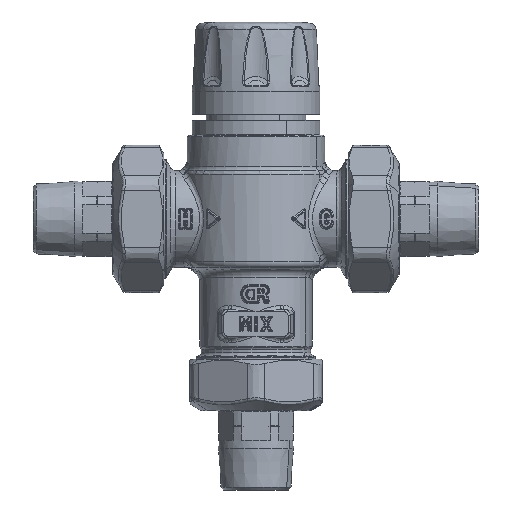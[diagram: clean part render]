
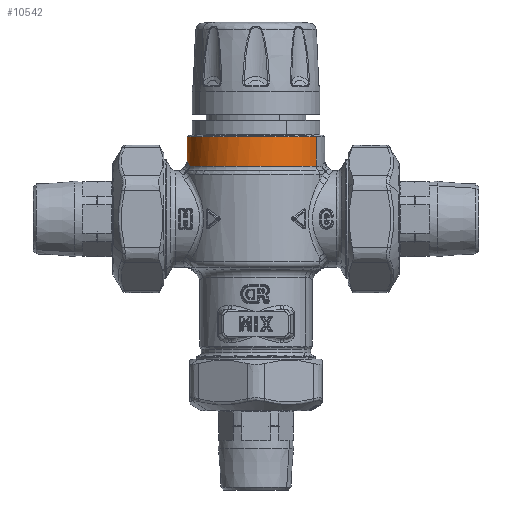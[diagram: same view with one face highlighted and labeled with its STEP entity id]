
A CAD part, left-side view. The second image highlights one B-rep face of the part: STEP entity #10542.
In plain terms, the highlighted cylindrical face has radius 24.2 mm (diameter 48.4 mm), a partial arc.
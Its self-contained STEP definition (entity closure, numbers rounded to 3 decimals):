
#8375=CARTESIAN_POINT('Control Point',(-0.343,24.198,20.789)) ;
#8376=CARTESIAN_POINT('Control Point',(-0.4,24.197,20.757)) ;
#8377=CARTESIAN_POINT('Control Point',(-0.467,24.196,20.724)) ;
#8378=CARTESIAN_POINT('Control Point',(-0.545,24.194,20.69)) ;
#8379=CARTESIAN_POINT('Control Point',(-0.74,24.189,20.613)) ;
#8380=CARTESIAN_POINT('Control Point',(-0.995,24.18,20.53)) ;
#8381=CARTESIAN_POINT('Control Point',(-1.153,24.173,20.481)) ;
#8382=CARTESIAN_POINT('Control Point',(-1.491,24.156,20.383)) ;
#8383=CARTESIAN_POINT('Control Point',(-1.926,24.125,20.262)) ;
#8384=CARTESIAN_POINT('Control Point',(-2.155,24.106,20.2)) ;
#8385=CARTESIAN_POINT('Control Point',(-2.425,24.08,20.126)) ;
#8386=CARTESIAN_POINT('Control Point',(-2.734,24.045,20.039)) ;
#8387=CARTESIAN_POINT('Control Point',(-2.746,24.044,20.035)) ;
#8388=CARTESIAN_POINT('Control Point',(-2.758,24.042,20.032)) ;
#8389=CARTESIAN_POINT('Control Point',(-2.771,24.041,20.028)) ;
#8390=CARTESIAN_POINT('Vertex',(-2.771,24.041,20.028)) ;
#8392=CARTESIAN_POINT('Vertex',(-0.343,24.198,20.789)) ;
#8485=CARTESIAN_POINT('Vertex',(-6.635,23.273,18.628)) ;
#8489=CARTESIAN_POINT('Control Point',(-6.635,23.273,18.628)) ;
#8490=CARTESIAN_POINT('Control Point',(-5.895,23.484,18.964)) ;
#8491=CARTESIAN_POINT('Control Point',(-5.135,23.668,19.271)) ;
#8492=CARTESIAN_POINT('Control Point',(-4.36,23.824,19.55)) ;
#8493=CARTESIAN_POINT('Control Point',(-3.571,23.949,19.803)) ;
#8494=CARTESIAN_POINT('Control Point',(-2.771,24.041,20.028)) ;
#10399=CARTESIAN_POINT('Vertex',(-11.602,21.237,29.)) ;
#10413=CARTESIAN_POINT('Vertex',(11.602,21.237,29.)) ;
#10416=CARTESIAN_POINT('Axis2P3D Location',(0.,0.,29.)) ;
#10430=CARTESIAN_POINT('Axis2P3D Location',(0.,0.,29.)) ;
#10434=CARTESIAN_POINT('Vertex',(-11.602,-21.237,29.)) ;
#10451=CARTESIAN_POINT('Axis2P3D Location',(0.,0.,-13.45)) ;
#10456=CARTESIAN_POINT('Line Origine',(11.602,21.237,24.814)) ;
#10460=CARTESIAN_POINT('Vertex',(11.602,21.237,18.628)) ;
#10463=CARTESIAN_POINT('Axis2P3D Location',(0.,0.,18.628)) ;
#10467=CARTESIAN_POINT('Vertex',(6.635,23.273,18.628)) ;
#10471=CARTESIAN_POINT('Control Point',(6.635,23.273,18.628)) ;
#10472=CARTESIAN_POINT('Control Point',(5.401,23.624,19.187)) ;
#10473=CARTESIAN_POINT('Control Point',(4.104,23.887,19.652)) ;
#10474=CARTESIAN_POINT('Control Point',(2.771,24.041,20.029)) ;
#10475=CARTESIAN_POINT('Vertex',(2.771,24.041,20.028)) ;
#10479=CARTESIAN_POINT('Control Point',(0.343,24.198,20.789)) ;
#10480=CARTESIAN_POINT('Control Point',(0.529,24.195,20.683)) ;
#10481=CARTESIAN_POINT('Control Point',(0.829,24.19,20.571)) ;
#10482=CARTESIAN_POINT('Control Point',(1.25,24.172,20.44)) ;
#10483=CARTESIAN_POINT('Control Point',(1.833,24.149,20.293)) ;
#10484=CARTESIAN_POINT('Control Point',(2.771,24.041,20.028)) ;
#10485=CARTESIAN_POINT('Vertex',(0.343,24.198,20.789)) ;
#10489=CARTESIAN_POINT('Control Point',(-0.343,24.198,20.789)) ;
#10490=CARTESIAN_POINT('Control Point',(-0.324,24.198,20.8)) ;
#10491=CARTESIAN_POINT('Control Point',(-0.304,24.198,20.811)) ;
#10492=CARTESIAN_POINT('Control Point',(-0.285,24.198,20.821)) ;
#10493=CARTESIAN_POINT('Control Point',(-0.246,24.199,20.842)) ;
#10494=CARTESIAN_POINT('Control Point',(-0.207,24.199,20.862)) ;
#10495=CARTESIAN_POINT('Control Point',(-0.186,24.199,20.872)) ;
#10496=CARTESIAN_POINT('Control Point',(-0.154,24.2,20.887)) ;
#10497=CARTESIAN_POINT('Control Point',(-0.117,24.2,20.902)) ;
#10498=CARTESIAN_POINT('Control Point',(-0.103,24.2,20.907)) ;
#10499=CARTESIAN_POINT('Control Point',(-0.077,24.2,20.916)) ;
#10500=CARTESIAN_POINT('Control Point',(-0.046,24.2,20.923)) ;
#10501=CARTESIAN_POINT('Control Point',(-0.031,24.2,20.925)) ;
#10502=CARTESIAN_POINT('Control Point',(0.009,24.2,20.928)) ;
#10503=CARTESIAN_POINT('Control Point',(0.047,24.2,20.923)) ;
#10504=CARTESIAN_POINT('Control Point',(0.064,24.2,20.919)) ;
#10505=CARTESIAN_POINT('Control Point',(0.087,24.2,20.912)) ;
#10506=CARTESIAN_POINT('Control Point',(0.108,24.2,20.905)) ;
#10507=CARTESIAN_POINT('Control Point',(0.115,24.2,20.903)) ;
#10508=CARTESIAN_POINT('Control Point',(0.142,24.2,20.892)) ;
#10509=CARTESIAN_POINT('Control Point',(0.167,24.199,20.881)) ;
#10510=CARTESIAN_POINT('Control Point',(0.185,24.199,20.873)) ;
#10511=CARTESIAN_POINT('Control Point',(0.228,24.199,20.852)) ;
#10512=CARTESIAN_POINT('Control Point',(0.27,24.199,20.83)) ;
#10513=CARTESIAN_POINT('Control Point',(0.294,24.198,20.816)) ;
#10514=CARTESIAN_POINT('Control Point',(0.318,24.198,20.803)) ;
#10515=CARTESIAN_POINT('Control Point',(0.343,24.198,20.789)) ;
#10517=CARTESIAN_POINT('Axis2P3D Location',(0.,0.,18.628)) ;
#10521=CARTESIAN_POINT('Vertex',(-11.602,-21.237,18.628)) ;
#10524=CARTESIAN_POINT('Line Origine',(-11.602,-21.237,24.814)) ;
#10458=VECTOR('Line Direction',#10457,1.) ;
#10526=VECTOR('Line Direction',#10525,1.) ;
#10417=DIRECTION('Axis2P3D Direction',(0.,0.,-1.)) ;
#10431=DIRECTION('Axis2P3D Direction',(0.,0.,-1.)) ;
#10452=DIRECTION('Axis2P3D Direction',(0.,0.,-1.)) ;
#10453=DIRECTION('Axis2P3D XDirection',(-0.479,-0.878,0.)) ;
#10457=DIRECTION('Vector Direction',(0.,0.,-1.)) ;
#10464=DIRECTION('Axis2P3D Direction',(0.,0.,-1.)) ;
#10518=DIRECTION('Axis2P3D Direction',(0.,0.,-1.)) ;
#10525=DIRECTION('Vector Direction',(0.,0.,-1.)) ;
#10418=AXIS2_PLACEMENT_3D('Circle Axis2P3D',#10416,#10417,$) ;
#10432=AXIS2_PLACEMENT_3D('Circle Axis2P3D',#10430,#10431,$) ;
#10454=AXIS2_PLACEMENT_3D('Cylinder Axis2P3D',#10451,#10452,#10453) ;
#10465=AXIS2_PLACEMENT_3D('Circle Axis2P3D',#10463,#10464,$) ;
#10519=AXIS2_PLACEMENT_3D('Circle Axis2P3D',#10517,#10518,$) ;
#10459=LINE('Line',#10456,#10458) ;
#10527=LINE('Line',#10524,#10526) ;
#10419=CIRCLE('generated circle',#10418,24.2) ;
#10433=CIRCLE('generated circle',#10432,24.2) ;
#10466=CIRCLE('generated circle',#10465,24.2) ;
#10520=CIRCLE('generated circle',#10519,24.2) ;
#10455=CYLINDRICAL_SURFACE('generated cylinder',#10454,24.2) ;
#8394=EDGE_CURVE('',#8391,#8393,#8374,.F.) ;
#8495=EDGE_CURVE('',#8486,#8391,#8488,.T.) ;
#10420=EDGE_CURVE('',#10400,#10414,#10419,.T.) ;
#10436=EDGE_CURVE('',#10400,#10435,#10433,.F.) ;
#10462=EDGE_CURVE('',#10414,#10461,#10459,.T.) ;
#10469=EDGE_CURVE('',#10468,#10461,#10466,.T.) ;
#10477=EDGE_CURVE('',#10476,#10468,#10470,.F.) ;
#10487=EDGE_CURVE('',#10486,#10476,#10478,.T.) ;
#10516=EDGE_CURVE('',#8393,#10486,#10488,.T.) ;
#10523=EDGE_CURVE('',#10522,#8486,#10520,.T.) ;
#10528=EDGE_CURVE('',#10435,#10522,#10527,.T.) ;
#10530=ORIENTED_EDGE('',*,*,#10462,.T.) ;
#10531=ORIENTED_EDGE('',*,*,#10469,.F.) ;
#10532=ORIENTED_EDGE('',*,*,#10477,.F.) ;
#10533=ORIENTED_EDGE('',*,*,#10487,.F.) ;
#10534=ORIENTED_EDGE('',*,*,#10516,.F.) ;
#10535=ORIENTED_EDGE('',*,*,#8394,.F.) ;
#10536=ORIENTED_EDGE('',*,*,#8495,.F.) ;
#10537=ORIENTED_EDGE('',*,*,#10523,.F.) ;
#10538=ORIENTED_EDGE('',*,*,#10528,.F.) ;
#10539=ORIENTED_EDGE('',*,*,#10436,.F.) ;
#10540=ORIENTED_EDGE('',*,*,#10420,.T.) ;
#10529=EDGE_LOOP('',(#10530,#10531,#10532,#10533,#10534,#10535,#10536,#10537,#10538,#10539,#10540)) ;
#8391=VERTEX_POINT('',#8390) ;
#8393=VERTEX_POINT('',#8392) ;
#8486=VERTEX_POINT('',#8485) ;
#10400=VERTEX_POINT('',#10399) ;
#10414=VERTEX_POINT('',#10413) ;
#10435=VERTEX_POINT('',#10434) ;
#10461=VERTEX_POINT('',#10460) ;
#10468=VERTEX_POINT('',#10467) ;
#10476=VERTEX_POINT('',#10475) ;
#10486=VERTEX_POINT('',#10485) ;
#10522=VERTEX_POINT('',#10521) ;
#10542=ADVANCED_FACE('PartBody',(#10541),#10455,.T.) ;
#8374=B_SPLINE_CURVE_WITH_KNOTS('',5,(#8375,#8376,#8377,#8378,#8379,#8380,#8381,#8382,#8383,#8384,#8385,#8386,#8387,#8388,#8389),.UNSPECIFIED.,.F.,.U.,(6,3,3,3,6),(50.336,53.929,58.186,61.958,62.114),.UNSPECIFIED.) ;
#8488=B_SPLINE_CURVE_WITH_KNOTS('',5,(#8489,#8490,#8491,#8492,#8493,#8494),.UNSPECIFIED.,.F.,.U.,(6,6),(6.911,12.752),.UNSPECIFIED.) ;
#10470=B_SPLINE_CURVE_WITH_KNOTS('',3,(#10471,#10472,#10473,#10474),.UNSPECIFIED.,.F.,.U.,(4,4),(6.911,12.752),.UNSPECIFIED.) ;
#10478=B_SPLINE_CURVE_WITH_KNOTS('',5,(#10479,#10480,#10481,#10482,#10483,#10484),.UNSPECIFIED.,.F.,.U.,(6,6),(50.333,62.109),.UNSPECIFIED.) ;
#10488=B_SPLINE_CURVE_WITH_KNOTS('',5,(#10489,#10490,#10491,#10492,#10493,#10494,#10495,#10496,#10497,#10498,#10499,#10500,#10501,#10502,#10503,#10504,#10505,#10506,#10507,#10508,#10509,#10510,#10511,#10512,#10513,#10514,#10515),.UNSPECIFIED.,.F.,.U.,(6,3,3,3,3,3,3,3,6),(7.466,7.699,7.922,8.05,8.135,8.25,8.315,8.505,8.799),.UNSPECIFIED.) ;
#10541=FACE_OUTER_BOUND('',#10529,.T.) ;
